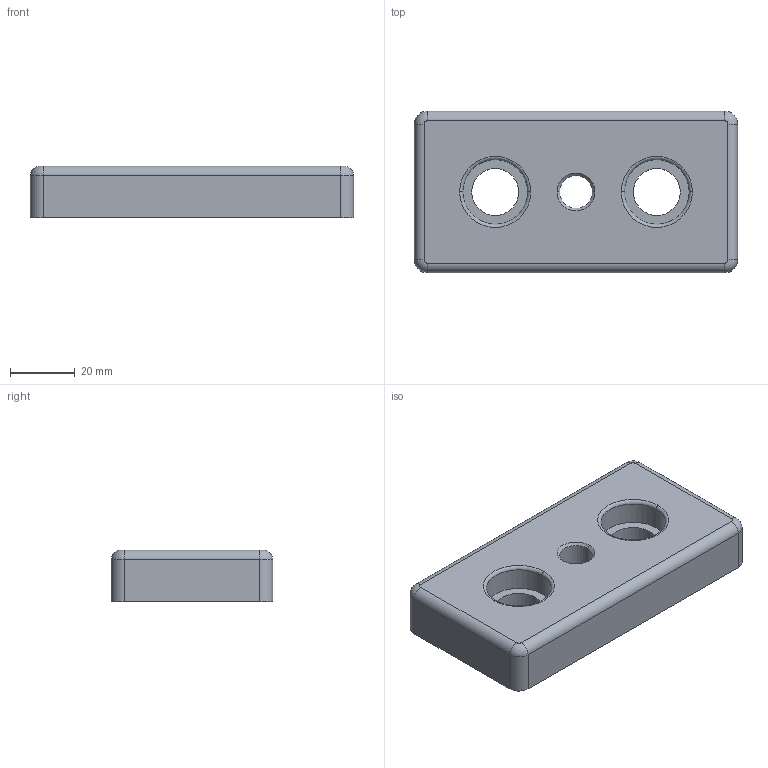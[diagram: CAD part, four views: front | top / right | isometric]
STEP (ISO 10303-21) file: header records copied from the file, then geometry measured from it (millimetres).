
FILE_DESCRIPTION (( 'STEP AP214' ), '1' );
FILE_NAME ('6431202', '2019-01-30T08:28:10', ( '' ), ('JUGARD+KÜNSTNER GmbH'), 'SwSTEP 2.0', 'SolidWorks 2017', '' );
FILE_SCHEMA (( 'AUTOMOTIVE_DESIGN' ));
Length unit declared in the file: inch
Products named in the file (1): 6431202
Bounding box: 100 x 50 x 16 mm (x, y, z)
Volume: 47822.8 mm3; surface area: 21697.7 mm2
Topology: 1 solids, 1 shells, 172 faces, 445 edges, 266 vertices
Faces by surface type: cylinder 79, sphere 38, plane 32, torus 19, cone 2, bspline 2
Entity records: 5108 total; most frequent: CARTESIAN_POINT 1027, DIRECTION 961, ORIENTED_EDGE 788, AXIS2_PLACEMENT_3D 407, EDGE_CURVE 394, CIRCLE 236, VERTEX_POINT 232, EDGE_LOOP 186
